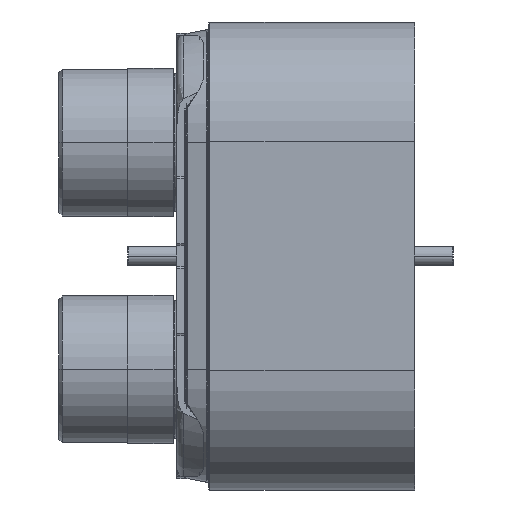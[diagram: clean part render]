
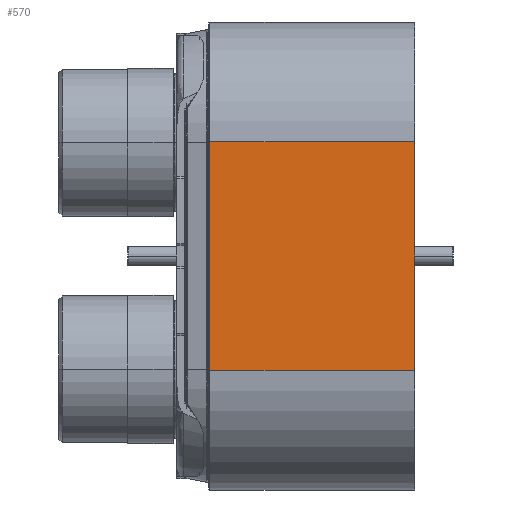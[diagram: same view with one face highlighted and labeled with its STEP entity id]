
A CAD part, left-side view. The second image highlights one B-rep face of the part: STEP entity #570.
In plain terms, the highlighted planar face has unit normal (-1, 0, 0).
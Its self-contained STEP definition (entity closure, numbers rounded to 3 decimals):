
#6=DIRECTION('',(0.,0.,1.));
#7=VECTOR('',#6,92.8);
#8=CARTESIAN_POINT('',(-308.5,0.,-46.4));
#9=LINE('',#8,#7);
#97=DIRECTION('',(0.,1.,0.));
#98=VECTOR('',#97,83.1);
#99=CARTESIAN_POINT('',(-308.5,0.,46.4));
#100=LINE('',#99,#98);
#101=DIRECTION('',(0.,1.,0.));
#102=VECTOR('',#101,83.1);
#103=CARTESIAN_POINT('',(-308.5,0.,-46.4));
#104=LINE('',#103,#102);
#137=DIRECTION('',(0.,0.,1.));
#138=VECTOR('',#137,92.8);
#139=CARTESIAN_POINT('',(-308.5,83.1,-46.4));
#140=LINE('',#139,#138);
#321=CARTESIAN_POINT('',(-308.5,0.,-46.4));
#322=CARTESIAN_POINT('',(-308.5,0.,46.4));
#323=VERTEX_POINT('',#321);
#324=VERTEX_POINT('',#322);
#337=CARTESIAN_POINT('',(-308.5,83.1,-46.4));
#338=CARTESIAN_POINT('',(-308.5,83.1,46.4));
#339=VERTEX_POINT('',#337);
#340=VERTEX_POINT('',#338);
#558=CARTESIAN_POINT('',(-308.5,0.,-46.4));
#559=DIRECTION('',(-1.,0.,0.));
#560=DIRECTION('',(0.,0.,1.));
#561=AXIS2_PLACEMENT_3D('',#558,#559,#560);
#562=PLANE('',#561);
#563=ORIENTED_EDGE('',*,*,#424,.F.);
#564=ORIENTED_EDGE('',*,*,#469,.T.);
#566=ORIENTED_EDGE('',*,*,#565,.T.);
#567=ORIENTED_EDGE('',*,*,#550,.F.);
#568=EDGE_LOOP('',(#563,#564,#566,#567));
#569=FACE_OUTER_BOUND('',#568,.F.);
#570=ADVANCED_FACE('',(#569),#562,.T.);
#424=EDGE_CURVE('',#323,#324,#9,.T.);
#469=EDGE_CURVE('',#323,#339,#104,.T.);
#550=EDGE_CURVE('',#324,#340,#100,.T.);
#565=EDGE_CURVE('',#339,#340,#140,.T.);
